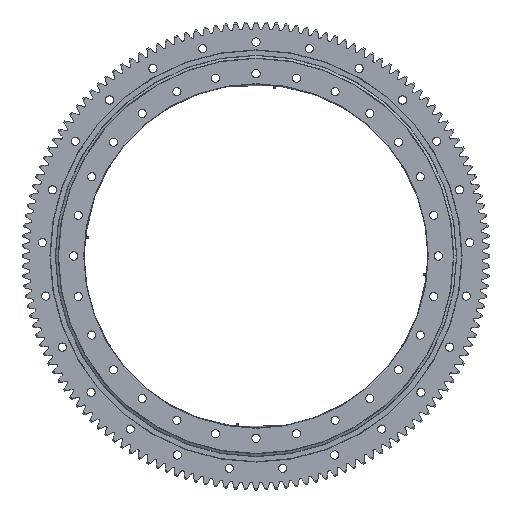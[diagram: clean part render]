
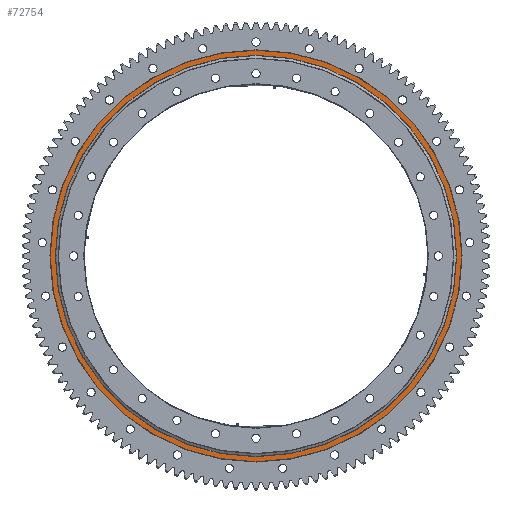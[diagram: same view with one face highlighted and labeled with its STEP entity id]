
A CAD part, top view. The second image highlights one B-rep face of the part: STEP entity #72754.
In plain terms, the highlighted face is planar.
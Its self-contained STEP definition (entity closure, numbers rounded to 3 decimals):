
#480 = DIRECTION ( 'NONE',  ( 1., 0., 0. ) ) ;
#5755 = CIRCLE ( 'NONE', #37981, 627. ) ;
#6677 = VERTEX_POINT ( 'NONE', #52438 ) ;
#8825 = CARTESIAN_POINT ( 'NONE',  ( -649., 0., -40.5 ) ) ;
#9587 = EDGE_CURVE ( 'NONE', #20324, #6677, #74908, .T. ) ;
#13110 = ORIENTED_EDGE ( 'NONE', *, *, #58290, .T. ) ;
#13164 = DIRECTION ( 'NONE',  ( 0., 0., 1. ) ) ;
#16241 = VERTEX_POINT ( 'NONE', #8825 ) ;
#16495 = ORIENTED_EDGE ( 'NONE', *, *, #67471, .T. ) ;
#16947 = EDGE_LOOP ( 'NONE', ( #13110, #19272 ) ) ;
#19272 = ORIENTED_EDGE ( 'NONE', *, *, #61271, .T. ) ;
#19646 = DIRECTION ( 'NONE',  ( 0., 0., -1. ) ) ;
#19982 = DIRECTION ( 'NONE',  ( 0., 0., -1. ) ) ;
#20324 = VERTEX_POINT ( 'NONE', #28001 ) ;
#22957 = CIRCLE ( 'NONE', #73802, 649. ) ;
#23901 = CARTESIAN_POINT ( 'NONE',  ( 0., 0., -40.5 ) ) ;
#25655 = DIRECTION ( 'NONE',  ( 1., 0., 0. ) ) ;
#25720 = DIRECTION ( 'NONE',  ( 1., 0., 0. ) ) ;
#28001 = CARTESIAN_POINT ( 'NONE',  ( -627., 0., -40.5 ) ) ;
#30890 = EDGE_LOOP ( 'NONE', ( #31970, #16495 ) ) ;
#31970 = ORIENTED_EDGE ( 'NONE', *, *, #9587, .T. ) ;
#34869 = FACE_OUTER_BOUND ( 'NONE', #16947, .T. ) ;
#37199 = AXIS2_PLACEMENT_3D ( 'NONE', #48859, #13164, #67562 ) ;
#37900 = PLANE ( 'NONE',  #37199 ) ;
#37981 = AXIS2_PLACEMENT_3D ( 'NONE', #23901, #65518, #480 ) ;
#45309 = CARTESIAN_POINT ( 'NONE',  ( 0., 0., -40.5 ) ) ;
#48311 = CARTESIAN_POINT ( 'NONE',  ( 649., 0., -40.5 ) ) ;
#48859 = CARTESIAN_POINT ( 'NONE',  ( -738., 0., -40.5 ) ) ;
#52438 = CARTESIAN_POINT ( 'NONE',  ( 627., 0., -40.5 ) ) ;
#53489 = FACE_BOUND ( 'NONE', #30890, .T. ) ;
#56489 = DIRECTION ( 'NONE',  ( 1., 0., 0. ) ) ;
#58290 = EDGE_CURVE ( 'NONE', #75066, #16241, #70648, .T. ) ;
#61271 = EDGE_CURVE ( 'NONE', #16241, #75066, #22957, .T. ) ;
#61281 = CARTESIAN_POINT ( 'NONE',  ( 0., 0., -40.5 ) ) ;
#61344 = CARTESIAN_POINT ( 'NONE',  ( 0., 0., -40.5 ) ) ;
#63199 = AXIS2_PLACEMENT_3D ( 'NONE', #45309, #68467, #56489 ) ;
#65518 = DIRECTION ( 'NONE',  ( 0., 0., 1. ) ) ;
#67471 = EDGE_CURVE ( 'NONE', #6677, #20324, #5755, .T. ) ;
#67562 = DIRECTION ( 'NONE',  ( 1., 0., 0. ) ) ;
#68291 = AXIS2_PLACEMENT_3D ( 'NONE', #61344, #19982, #25720 ) ;
#68467 = DIRECTION ( 'NONE',  ( 0., 0., 1. ) ) ;
#70648 = CIRCLE ( 'NONE', #68291, 649. ) ;
#72754 = ADVANCED_FACE ( 'NONE', ( #34869, #53489 ), #37900, .F. ) ;
#73802 = AXIS2_PLACEMENT_3D ( 'NONE', #61281, #19646, #25655 ) ;
#74908 = CIRCLE ( 'NONE', #63199, 627. ) ;
#75066 = VERTEX_POINT ( 'NONE', #48311 ) ;
